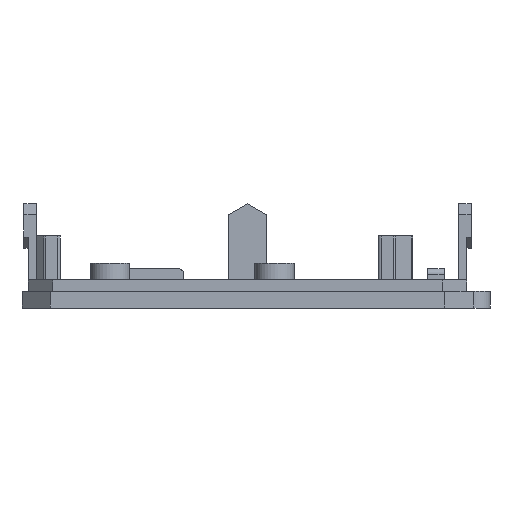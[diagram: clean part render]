
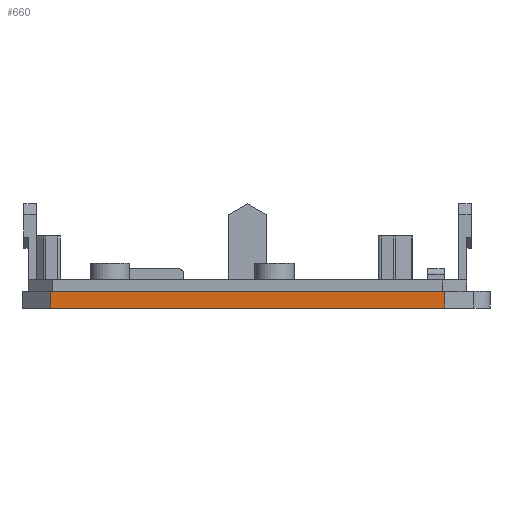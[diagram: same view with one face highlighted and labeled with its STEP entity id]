
A CAD part, left-side view. The second image highlights one B-rep face of the part: STEP entity #660.
In plain terms, the highlighted planar face has unit normal (-1, 0, 0).
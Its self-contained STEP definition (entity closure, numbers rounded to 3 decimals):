
#660=ADVANCED_FACE('',(#11243),#11245,.T.);
#11243=FACE_BOUND('',#11244,.T.);
#11244=EDGE_LOOP('',(#20932,#20933,#20934,#20935));
#11245=PLANE('',#11246);
#11246=AXIS2_PLACEMENT_3D('',#11247,#11248,#11249);
#11247=CARTESIAN_POINT('',(-140.15,-77.1,-10.));
#11248=DIRECTION('',(-1.,0.,0.));
#11249=DIRECTION('',(0.,1.,0.));
#20932=ORIENTED_EDGE('',*,*,#27406,.F.);
#20933=ORIENTED_EDGE('',*,*,#26446,.T.);
#20934=ORIENTED_EDGE('',*,*,#27407,.T.);
#20935=ORIENTED_EDGE('',*,*,#25546,.F.);
#25546=EDGE_CURVE('',#29035,#29038,#29039,.T.);
#26446=EDGE_CURVE('',#30803,#30819,#30821,.T.);
#27406=EDGE_CURVE('',#30803,#29035,#32716,.T.);
#27407=EDGE_CURVE('',#30819,#29038,#32717,.T.);
#29035=VERTEX_POINT('',#35023);
#29038=VERTEX_POINT('',#35028);
#29039=LINE('',#35029,#35030);
#30803=VERTEX_POINT('',#38609);
#30819=VERTEX_POINT('',#38642);
#30821=LINE('',#38646,#38647);
#32716=LINE('',#42516,#42517);
#32717=LINE('',#42519,#42520);
#35023=CARTESIAN_POINT('',(-140.15,-72.1,-13.));
#35028=CARTESIAN_POINT('',(-140.15,-2.1,-13.));
#35029=CARTESIAN_POINT('',(-140.15,-72.1,-13.));
#35030=VECTOR('',#35031,1.);
#35031=DIRECTION('',(0.,1.,0.));
#38609=CARTESIAN_POINT('',(-140.15,-72.1,-10.));
#38642=CARTESIAN_POINT('',(-140.15,-2.1,-10.));
#38646=CARTESIAN_POINT('',(-140.15,-72.1,-10.));
#38647=VECTOR('',#38648,1.);
#38648=DIRECTION('',(0.,1.,0.));
#42516=CARTESIAN_POINT('',(-140.15,-72.1,-10.));
#42517=VECTOR('',#42518,1.);
#42518=DIRECTION('',(0.,0.,-1.));
#42519=CARTESIAN_POINT('',(-140.15,-2.1,-10.));
#42520=VECTOR('',#42521,1.);
#42521=DIRECTION('',(0.,0.,-1.));
